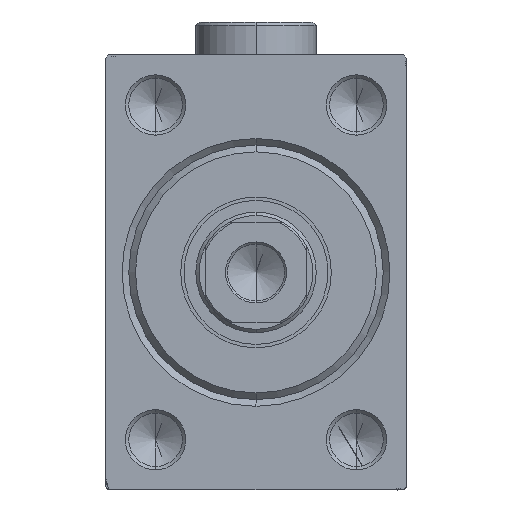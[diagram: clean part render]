
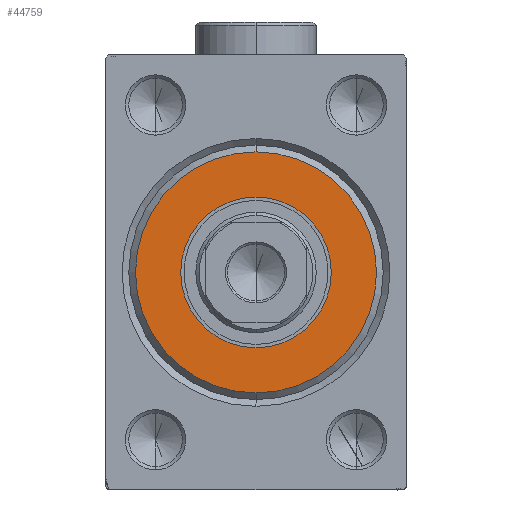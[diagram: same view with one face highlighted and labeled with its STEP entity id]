
A CAD part, left-side view. The second image highlights one B-rep face of the part: STEP entity #44759.
In plain terms, the highlighted face is planar.
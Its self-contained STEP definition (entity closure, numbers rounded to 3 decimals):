
#464 = PLANE ( 'NONE',  #32706 ) ;
#925 = FACE_OUTER_BOUND ( 'NONE', #39534, .T. ) ;
#1851 = DIRECTION ( 'NONE',  ( 1., 0., 0. ) ) ;
#5122 = EDGE_CURVE ( 'NONE', #8729, #14118, #31106, .T. ) ;
#5353 = AXIS2_PLACEMENT_3D ( 'NONE', #21689, #24916, #18455 ) ;
#6540 = ORIENTED_EDGE ( 'NONE', *, *, #31468, .T. ) ;
#6555 = EDGE_CURVE ( 'NONE', #19181, #34258, #17136, .T. ) ;
#8150 = ORIENTED_EDGE ( 'NONE', *, *, #6555, .F. ) ;
#8729 = VERTEX_POINT ( 'NONE', #17026 ) ;
#8945 = DIRECTION ( 'NONE',  ( 1., 0., 0. ) ) ;
#11953 = DIRECTION ( 'NONE',  ( 0., 0., -1. ) ) ;
#13407 = ORIENTED_EDGE ( 'NONE', *, *, #5122, .T. ) ;
#14118 = VERTEX_POINT ( 'NONE', #20403 ) ;
#14993 = FACE_BOUND ( 'NONE', #32035, .T. ) ;
#17026 = CARTESIAN_POINT ( 'NONE',  ( 3., 0., -18. ) ) ;
#17136 = CIRCLE ( 'NONE', #42923, 11.25 ) ;
#18455 = DIRECTION ( 'NONE',  ( 0., 0., -1. ) ) ;
#19181 = VERTEX_POINT ( 'NONE', #26469 ) ;
#20403 = CARTESIAN_POINT ( 'NONE',  ( 3., 0., 18. ) ) ;
#21673 = CARTESIAN_POINT ( 'NONE',  ( 3., 0., 0. ) ) ;
#21689 = CARTESIAN_POINT ( 'NONE',  ( 3., 0., 0. ) ) ;
#22848 = AXIS2_PLACEMENT_3D ( 'NONE', #28034, #31714, #38840 ) ;
#24355 = AXIS2_PLACEMENT_3D ( 'NONE', #37329, #1851, #34109 ) ;
#24916 = DIRECTION ( 'NONE',  ( 1., 0., 0. ) ) ;
#26469 = CARTESIAN_POINT ( 'NONE',  ( 3., 0., -11.25 ) ) ;
#28034 = CARTESIAN_POINT ( 'NONE',  ( 3., 0., 0. ) ) ;
#28604 = DIRECTION ( 'NONE',  ( 1., 0., 0. ) ) ;
#28764 = CIRCLE ( 'NONE', #22848, 18. ) ;
#29066 = DIRECTION ( 'NONE',  ( 0., 0., -1. ) ) ;
#31106 = CIRCLE ( 'NONE', #5353, 18. ) ;
#31468 = EDGE_CURVE ( 'NONE', #14118, #8729, #28764, .T. ) ;
#31714 = DIRECTION ( 'NONE',  ( 1., 0., 0. ) ) ;
#32035 = EDGE_LOOP ( 'NONE', ( #8150, #43020 ) ) ;
#32706 = AXIS2_PLACEMENT_3D ( 'NONE', #21673, #28604, #29066 ) ;
#33119 = EDGE_CURVE ( 'NONE', #34258, #19181, #40543, .T. ) ;
#34109 = DIRECTION ( 'NONE',  ( 0., 0., -1. ) ) ;
#34258 = VERTEX_POINT ( 'NONE', #35228 ) ;
#35228 = CARTESIAN_POINT ( 'NONE',  ( 3., 0., 11.25 ) ) ;
#36398 = CARTESIAN_POINT ( 'NONE',  ( 3., 0., 0. ) ) ;
#37329 = CARTESIAN_POINT ( 'NONE',  ( 3., 0., 0. ) ) ;
#38840 = DIRECTION ( 'NONE',  ( 0., 0., -1. ) ) ;
#39534 = EDGE_LOOP ( 'NONE', ( #6540, #13407 ) ) ;
#40543 = CIRCLE ( 'NONE', #24355, 11.25 ) ;
#42923 = AXIS2_PLACEMENT_3D ( 'NONE', #36398, #8945, #11953 ) ;
#43020 = ORIENTED_EDGE ( 'NONE', *, *, #33119, .F. ) ;
#44759 = ADVANCED_FACE ( 'NONE', ( #925, #14993 ), #464, .T. ) ;
